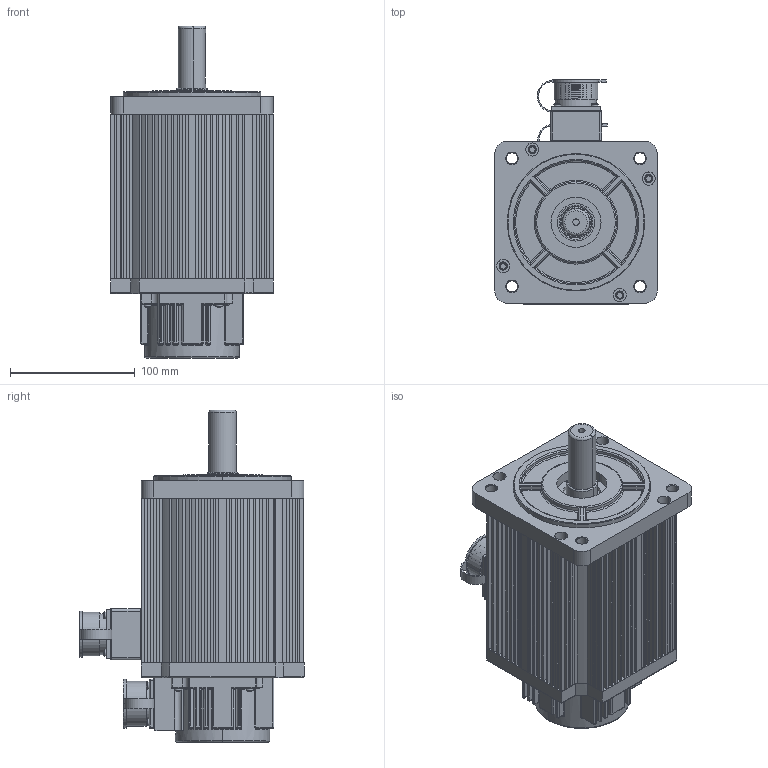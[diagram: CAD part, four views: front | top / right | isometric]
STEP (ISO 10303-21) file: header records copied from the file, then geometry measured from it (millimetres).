
FILE_DESCRIPTION (( 'STEP AP203' ), '1' );
FILE_NAME ('WA130-10炵蹈.STEP', '2019-05-25T04:02:37', ( 'Sky123.Org' ), ( 'Sky123.Org' ), 'SwSTEP 2.0', 'SolidWorks 2010', '' );
FILE_SCHEMA (( 'CONFIG_CONTROL_DESIGN' ));
Length unit declared in the file: millimetre
Products named in the file (18): 儂褲; 菁釱菜え; ヶ傷裔; 綴傷裔; 蛌赽軞傖; 粣; Deep groove ball bearings GB_Rolling bearings 6205 GB 276-94; WA130-10炵蹈; 褲极蚾饜; 脣釱菁釱; 脣釱1; 晤鎢ん欶裔; 脣釱; 晤鎢ん; Hexagon socket head cap screws GB_GB_FASTENER_SCREWS_HSHCS M5X20-N; Cross recessed pan head screws GB_GB_CROSS_SCREWS_TYPE1 M3X8-8  H type-N; Hexagon socket head cap screws GB_GB_FASTENER_SCREWS_HSHCS M3X12-N; Deep groove ball bearings GB_Rolling bearings 6305 GB 276-94
Assembly tree (31 placements, depth 3):
  WA130-10炵蹈
    Hexagon socket head cap screws GB_GB_FASTENER_SCREWS_HSHCS M5X20-N  x4
    Cross recessed pan head screws GB_GB_CROSS_SCREWS_TYPE1 M3X8-8  H type-N  x12
    褲极蚾饜
      ヶ傷裔
      脣釱1
      菁釱菜え
      晤鎢ん欶裔
      脣釱菁釱
      儂褲
      綴傷裔
      脣釱
    蛌赽軞傖
      粣
      Deep groove ball bearings GB_Rolling bearings 6205 GB 276-94
      Deep groove ball bearings GB_Rolling bearings 6305 GB 276-94
    Hexagon socket head cap screws GB_GB_FASTENER_SCREWS_HSHCS M3X12-N
    晤鎢ん
Bounding box: 130.5 x 179.45 x 265.9 mm (x, y, z)
Volume: 964549.7 mm3; surface area: 477298.8 mm2
Topology: 27 solids, 34 shells, 2091 faces, 5788 edges, 3698 vertices
Faces by surface type: plane 867, cylinder 749, torus 259, sphere 116, cone 53, bspline 47
Entity records: 69457 total; most frequent: CARTESIAN_POINT 23374, ORIENTED_EDGE 9324, DIRECTION 9152, EDGE_CURVE 4670, AXIS2_PLACEMENT_3D 3500, VERTEX_POINT 2997, VECTOR 2152, LINE 2152
